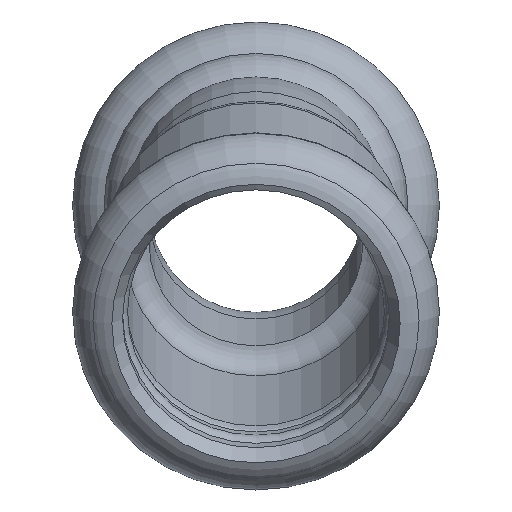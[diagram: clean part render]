
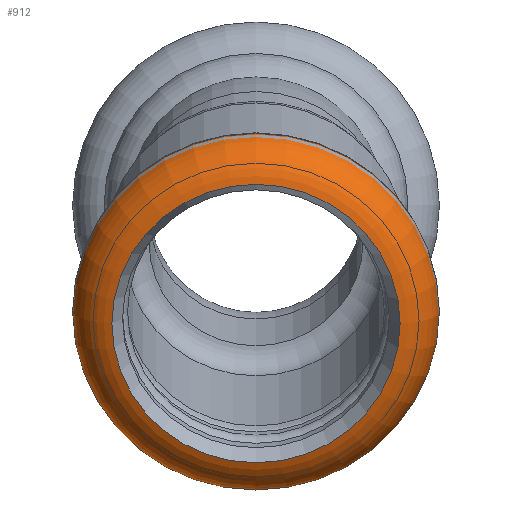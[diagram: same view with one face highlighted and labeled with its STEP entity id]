
A CAD part, left-side view. The second image highlights one B-rep face of the part: STEP entity #912.
In plain terms, the highlighted toroidal (fillet/blend) face has major radius 9.508 mm and minor radius 3.346 mm.
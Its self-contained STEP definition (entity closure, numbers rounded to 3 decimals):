
#29=TOROIDAL_SURFACE('',#1005,9.508,3.346);
#67=FACE_OUTER_BOUND('',#111,.T.);
#111=EDGE_LOOP('',(#649,#650,#651,#652,#653,#654));
#210=CIRCLE('',#988,10.65);
#211=CIRCLE('',#989,10.65);
#221=CIRCLE('',#1003,10.1);
#222=CIRCLE('',#1004,10.1);
#223=CIRCLE('',#1006,3.346);
#335=VERTEX_POINT('',#1546);
#336=VERTEX_POINT('',#1547);
#345=VERTEX_POINT('',#1574);
#346=VERTEX_POINT('',#1576);
#449=EDGE_CURVE('',#335,#336,#210,.T.);
#450=EDGE_CURVE('',#336,#335,#211,.T.);
#464=EDGE_CURVE('',#345,#346,#221,.T.);
#465=EDGE_CURVE('',#346,#345,#222,.T.);
#466=EDGE_CURVE('',#336,#345,#223,.T.);
#649=ORIENTED_EDGE('',*,*,#449,.T.);
#650=ORIENTED_EDGE('',*,*,#466,.T.);
#651=ORIENTED_EDGE('',*,*,#465,.F.);
#652=ORIENTED_EDGE('',*,*,#464,.F.);
#653=ORIENTED_EDGE('',*,*,#466,.F.);
#654=ORIENTED_EDGE('',*,*,#450,.T.);
#912=ADVANCED_FACE('',(#67),#29,.T.);
#988=AXIS2_PLACEMENT_3D('',#1548,#1186,#1187);
#989=AXIS2_PLACEMENT_3D('',#1549,#1188,#1189);
#1003=AXIS2_PLACEMENT_3D('',#1577,#1220,#1221);
#1004=AXIS2_PLACEMENT_3D('',#1578,#1222,#1223);
#1005=AXIS2_PLACEMENT_3D('',#1579,#1224,#1225);
#1006=AXIS2_PLACEMENT_3D('',#1580,#1226,#1227);
#1186=DIRECTION('center_axis',(-0.966,0.,
-0.259));
#1187=DIRECTION('ref_axis',(-0.259,0.,0.966));
#1188=DIRECTION('center_axis',(-0.966,0.,
-0.259));
#1189=DIRECTION('ref_axis',(-0.259,0.,0.966));
#1220=DIRECTION('center_axis',(-0.966,0.,
-0.259));
#1221=DIRECTION('ref_axis',(-0.259,0.,0.966));
#1222=DIRECTION('center_axis',(-0.966,0.,
-0.259));
#1223=DIRECTION('ref_axis',(-0.259,0.,0.966));
#1224=DIRECTION('center_axis',(0.966,0.,
0.259));
#1225=DIRECTION('ref_axis',(-0.259,0.,0.966));
#1226=DIRECTION('center_axis',(0.,1.,0.));
#1227=DIRECTION('ref_axis',(0.259,0.,-0.966));
#1546=CARTESIAN_POINT('',(-27.448,0.,3.671));
#1547=CARTESIAN_POINT('',(-21.935,0.,-16.903));
#1548=CARTESIAN_POINT('Origin',(-24.692,0.,
-6.616));
#1549=CARTESIAN_POINT('Origin',(-24.692,0.,
-6.616));
#1574=CARTESIAN_POINT('',(-28.296,0.,-18.038));
#1576=CARTESIAN_POINT('',(-33.524,0.,1.474));
#1577=CARTESIAN_POINT('Origin',(-30.91,0.,
-8.282));
#1578=CARTESIAN_POINT('Origin',(-30.91,0.,
-8.282));
#1579=CARTESIAN_POINT('Origin',(-27.729,0.,
-7.43));
#1580=CARTESIAN_POINT('Origin',(-25.268,0.,
-16.614));
